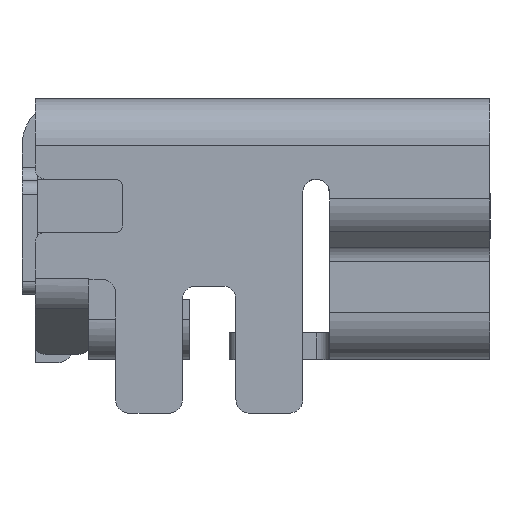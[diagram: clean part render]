
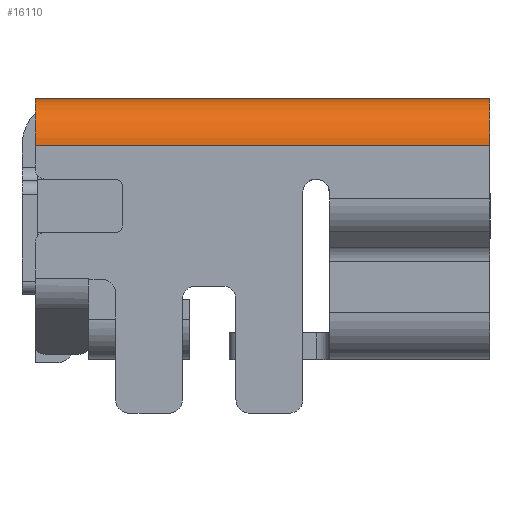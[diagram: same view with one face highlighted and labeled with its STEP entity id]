
A CAD part, left-side view. The second image highlights one B-rep face of the part: STEP entity #16110.
In plain terms, the highlighted cylindrical face has radius 0.7 mm (diameter 1.4 mm), a partial arc.
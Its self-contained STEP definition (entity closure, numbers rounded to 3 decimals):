
#15700=CARTESIAN_POINT('',(3.276,0.,
-0.3));
#15710=DIRECTION('',(0.,-1.,0.));
#15720=DIRECTION('',(1.,0.,0.));
#15730=AXIS2_PLACEMENT_3D('',#15700,#15710,#15720);
#15740=CYLINDRICAL_SURFACE('',#15730,0.7);
#15750=CARTESIAN_POINT('',(3.276,2.021,-0.3));
#15760=DIRECTION('',(0.,-1.,0.));
#15770=DIRECTION('',(1.,0.,0.));
#15780=AXIS2_PLACEMENT_3D('',#15750,#15760,#15770);
#15790=CIRCLE('',#15780,0.7);
#15800=CARTESIAN_POINT('',(3.976,2.021,-0.3));
#15810=VERTEX_POINT('',#15800);
#15820=CARTESIAN_POINT('',(3.276,2.021,0.4));
#15830=VERTEX_POINT('',#15820);
#15840=EDGE_CURVE('',#15810,#15830,#15790,.T.);
#15850=ORIENTED_EDGE('',*,*,#15840,.T.);
#15860=CARTESIAN_POINT('',(3.976,0.,
-0.3));
#15870=DIRECTION('',(0.,-1.,0.));
#15880=VECTOR('',#15870,1.);
#15890=LINE('',#15860,#15880);
#15900=CARTESIAN_POINT('',(3.976,-4.779,-0.3));
#15910=VERTEX_POINT('',#15900);
#15920=EDGE_CURVE('',#15810,#15910,#15890,.T.);
#15930=ORIENTED_EDGE('',*,*,#15920,.F.);
#15940=CARTESIAN_POINT('',(3.276,-4.779,-0.3));
#15950=DIRECTION('',(0.,-1.,0.));
#15960=DIRECTION('',(1.,0.,0.));
#15970=AXIS2_PLACEMENT_3D('',#15940,#15950,#15960);
#15980=CIRCLE('',#15970,0.7);
#15990=CARTESIAN_POINT('',(3.276,-4.779,0.4));
#16000=VERTEX_POINT('',#15990);
#16010=EDGE_CURVE('',#15910,#16000,#15980,.T.);
#16020=ORIENTED_EDGE('',*,*,#16010,.F.);
#16030=CARTESIAN_POINT('',(3.276,0.,
0.4));
#16040=DIRECTION('',(0.,-1.,0.));
#16050=VECTOR('',#16040,1.);
#16060=LINE('',#16030,#16050);
#16070=EDGE_CURVE('',#15830,#16000,#16060,.T.);
#16080=ORIENTED_EDGE('',*,*,#16070,.T.);
#16090=EDGE_LOOP('',(#16080,#16020,#15930,#15850));
#16100=FACE_OUTER_BOUND('',#16090,.T.);
#16110=ADVANCED_FACE('',(#16100),#15740,.T.);
